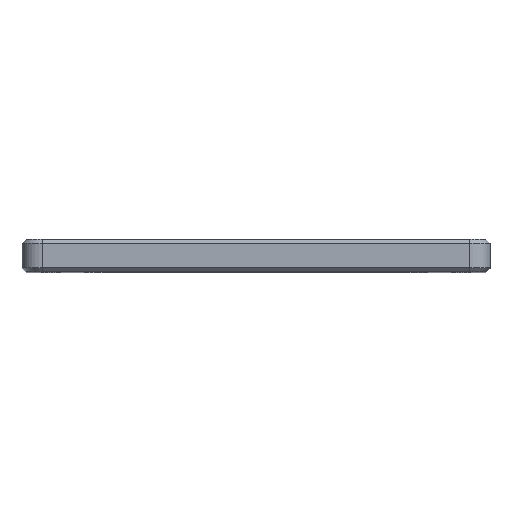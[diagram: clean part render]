
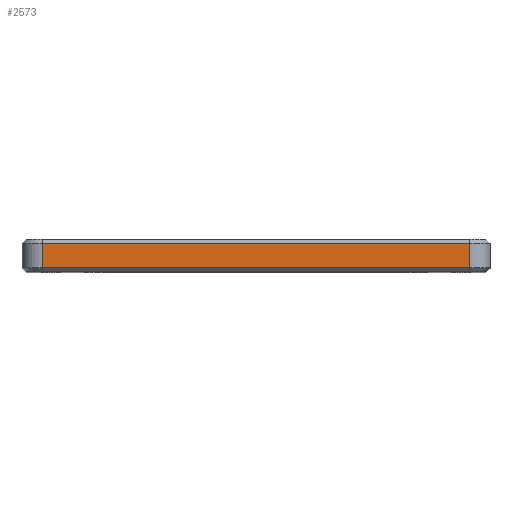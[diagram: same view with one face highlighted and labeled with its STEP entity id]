
A CAD part, top view. The second image highlights one B-rep face of the part: STEP entity #2573.
In plain terms, the highlighted planar face has unit normal (0, 0, 1).
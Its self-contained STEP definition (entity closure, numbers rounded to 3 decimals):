
#249=PLANE('',#2799);
#339=FACE_OUTER_BOUND('',#504,.T.);
#504=EDGE_LOOP('',(#2089,#2090,#2091,#2092));
#655=LINE('',#3378,#866);
#675=LINE('',#3434,#886);
#731=LINE('',#3696,#942);
#760=LINE('',#4005,#971);
#866=VECTOR('',#2844,10.);
#886=VECTOR('',#2900,10.);
#942=VECTOR('',#3142,10.);
#971=VECTOR('',#3201,10.);
#1074=VERTEX_POINT('',#3366);
#1078=VERTEX_POINT('',#3376);
#1096=VERTEX_POINT('',#3433);
#1168=VERTEX_POINT('',#3688);
#1331=EDGE_CURVE('',#1078,#1074,#655,.T.);
#1359=EDGE_CURVE('',#1074,#1096,#675,.T.);
#1474=EDGE_CURVE('',#1096,#1168,#731,.T.);
#1548=EDGE_CURVE('',#1168,#1078,#760,.T.);
#2089=ORIENTED_EDGE('',*,*,#1331,.F.);
#2090=ORIENTED_EDGE('',*,*,#1548,.F.);
#2091=ORIENTED_EDGE('',*,*,#1474,.F.);
#2092=ORIENTED_EDGE('',*,*,#1359,.F.);
#2573=ADVANCED_FACE('',(#339),#249,.T.);
#2799=AXIS2_PLACEMENT_3D('',#4004,#3199,#3200);
#2844=DIRECTION('',(1.,0.,0.));
#2900=DIRECTION('',(0.,-1.,0.));
#3142=DIRECTION('',(-1.,0.,0.));
#3199=DIRECTION('center_axis',(0.,0.,1.));
#3200=DIRECTION('ref_axis',(1.,0.,0.));
#3201=DIRECTION('',(0.,1.,0.));
#3366=CARTESIAN_POINT('',(109.3,7.,114.3));
#3376=CARTESIAN_POINT('',(5.,7.,114.3));
#3378=CARTESIAN_POINT('',(28.575,7.,114.3));
#3433=CARTESIAN_POINT('',(109.3,1.,114.3));
#3434=CARTESIAN_POINT('',(109.3,0.,114.3));
#3688=CARTESIAN_POINT('',(5.,1.,114.3));
#3696=CARTESIAN_POINT('',(28.575,1.,114.3));
#4004=CARTESIAN_POINT('Origin',(0.,0.,114.3));
#4005=CARTESIAN_POINT('',(5.,0.,114.3));
